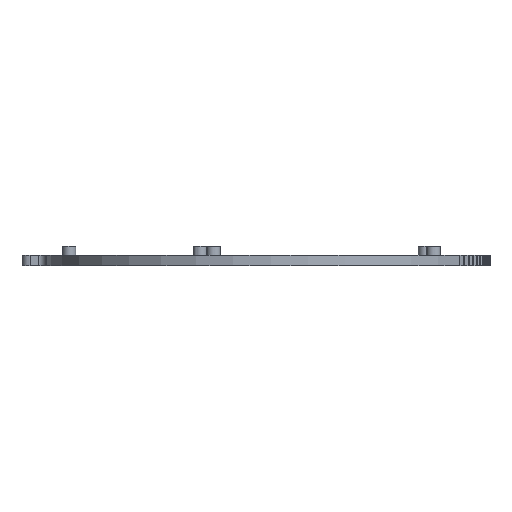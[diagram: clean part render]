
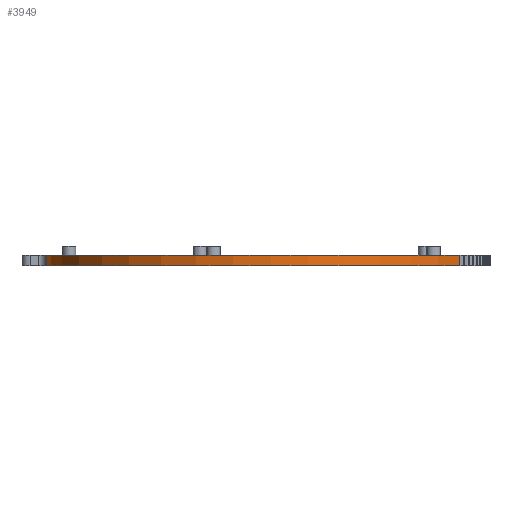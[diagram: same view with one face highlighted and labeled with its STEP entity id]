
A CAD part, front view. The second image highlights one B-rep face of the part: STEP entity #3949.
In plain terms, the highlighted cylindrical face has radius 68.5 mm (diameter 137 mm), a partial arc.
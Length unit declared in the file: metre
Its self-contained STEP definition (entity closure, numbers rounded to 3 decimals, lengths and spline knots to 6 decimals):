
#71=CYLINDRICAL_SURFACE('',#4492,0.0685);
#253=LINE('',#7485,#471);
#254=LINE('',#7486,#472);
#471=VECTOR('',#5343,1.);
#472=VECTOR('',#5344,1.);
#1195=ORIENTED_EDGE('',*,*,#2155,.T.);
#1196=ORIENTED_EDGE('',*,*,#2441,.F.);
#1197=ORIENTED_EDGE('',*,*,#2243,.F.);
#1198=ORIENTED_EDGE('',*,*,#2442,.T.);
#2155=EDGE_CURVE('',#2787,#2786,#3169,.T.);
#2243=EDGE_CURVE('',#2870,#2871,#3236,.T.);
#2441=EDGE_CURVE('',#2871,#2786,#253,.T.);
#2442=EDGE_CURVE('',#2870,#2787,#254,.T.);
#2786=VERTEX_POINT('',#6551);
#2787=VERTEX_POINT('',#6553);
#2870=VERTEX_POINT('',#6728);
#2871=VERTEX_POINT('',#6730);
#3169=CIRCLE('',#4275,0.0685);
#3236=CIRCLE('',#4347,0.0685);
#3424=EDGE_LOOP('',(#1195,#1196,#1197,#1198));
#3690=FACE_BOUND('',#3424,.T.);
#3949=ADVANCED_FACE('',(#3690),#71,.T.);
#4275=AXIS2_PLACEMENT_3D('',#6552,#4875,#4876);
#4347=AXIS2_PLACEMENT_3D('',#6729,#5040,#5041);
#4492=AXIS2_PLACEMENT_3D('',#7484,#5341,#5342);
#4875=DIRECTION('',(0.,0.,1.));
#4876=DIRECTION('',(1.,0.,0.));
#5040=DIRECTION('',(0.,0.,1.));
#5041=DIRECTION('',(1.,0.,0.));
#5341=DIRECTION('',(0.,0.,-1.));
#5342=DIRECTION('',(-1.,0.,0.));
#5343=DIRECTION('',(0.,0.,-1.));
#5344=DIRECTION('',(0.,0.,-1.));
#6551=CARTESIAN_POINT('',(0.059127,-0.034587,0.00275));
#6552=CARTESIAN_POINT('',(0.,0.,0.00275));
#6553=CARTESIAN_POINT('',(-0.068458,-0.002412,0.00275));
#6728=CARTESIAN_POINT('',(-0.068458,-0.002412,0.00595));
#6729=CARTESIAN_POINT('',(0.,0.,0.00595));
#6730=CARTESIAN_POINT('',(0.059127,-0.034587,0.00595));
#7484=CARTESIAN_POINT('',(0.,0.,0.00595));
#7485=CARTESIAN_POINT('',(0.059127,-0.034587,0.00595));
#7486=CARTESIAN_POINT('',(-0.068458,-0.002412,0.00595));
